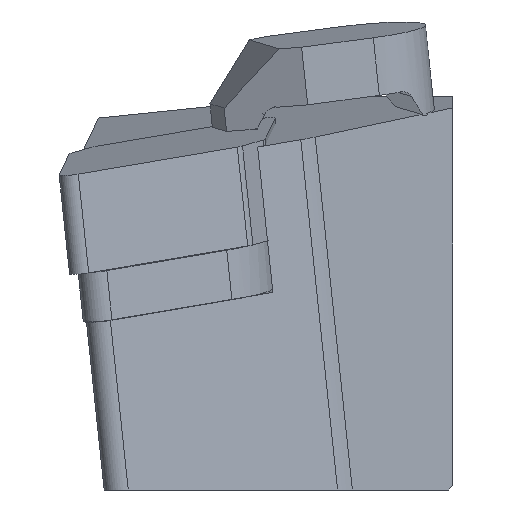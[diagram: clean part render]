
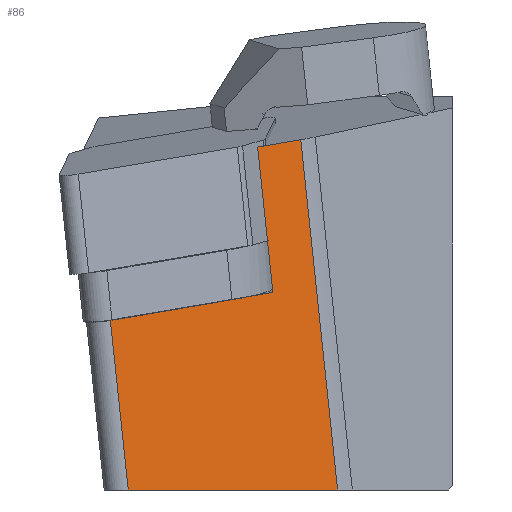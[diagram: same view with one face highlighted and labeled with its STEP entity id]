
A CAD part, left-side view. The second image highlights one B-rep face of the part: STEP entity #86.
In plain terms, the highlighted planar face has unit normal (-0.849, -0.527, -0.034).
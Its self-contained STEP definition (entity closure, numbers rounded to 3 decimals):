
#86=ADVANCED_FACE('',(#217),#162,.F.);
#162=PLANE('',#1412);
#217=FACE_OUTER_BOUND('',#293,.T.);
#293=EDGE_LOOP('',(#694,#695,#696,#697,#698,#699,#700));
#362=LINE('',#1901,#508);
#376=LINE('',#1940,#522);
#391=LINE('',#1973,#537);
#392=LINE('',#1975,#538);
#393=LINE('',#1977,#539);
#394=LINE('',#1979,#540);
#395=LINE('',#1980,#541);
#508=VECTOR('',#1519,1.);
#522=VECTOR('',#1547,1.);
#537=VECTOR('',#1574,1.);
#538=VECTOR('',#1575,1.);
#539=VECTOR('',#1576,1.);
#540=VECTOR('',#1577,1.);
#541=VECTOR('',#1578,1.);
#694=ORIENTED_EDGE('',*,*,#1168,.F.);
#695=ORIENTED_EDGE('',*,*,#1203,.F.);
#696=ORIENTED_EDGE('',*,*,#1204,.T.);
#697=ORIENTED_EDGE('',*,*,#1205,.F.);
#698=ORIENTED_EDGE('',*,*,#1206,.T.);
#699=ORIENTED_EDGE('',*,*,#1186,.F.);
#700=ORIENTED_EDGE('',*,*,#1207,.T.);
#1044=VERTEX_POINT('',#1899);
#1046=VERTEX_POINT('',#1902);
#1063=VERTEX_POINT('',#1939);
#1064=VERTEX_POINT('',#1941);
#1076=VERTEX_POINT('',#1974);
#1077=VERTEX_POINT('',#1976);
#1078=VERTEX_POINT('',#1978);
#1168=EDGE_CURVE('',#1044,#1046,#362,.T.);
#1186=EDGE_CURVE('',#1063,#1064,#376,.T.);
#1203=EDGE_CURVE('',#1076,#1044,#391,.T.);
#1204=EDGE_CURVE('',#1076,#1077,#392,.T.);
#1205=EDGE_CURVE('',#1078,#1077,#393,.T.);
#1206=EDGE_CURVE('',#1078,#1064,#394,.T.);
#1207=EDGE_CURVE('',#1063,#1046,#395,.T.);
#1412=AXIS2_PLACEMENT_3D('',#1981,#1579,#1580);
#1519=DIRECTION('',(0.518,-0.843,0.143));
#1547=DIRECTION('',(0.518,-0.843,0.143));
#1574=DIRECTION('',(0.518,-0.843,0.143));
#1575=DIRECTION('',(0.105,-0.104,-0.989));
#1576=DIRECTION('',(-0.527,0.85,0.));
#1577=DIRECTION('',(-0.105,0.104,0.989));
#1578=DIRECTION('',(0.105,-0.104,-0.989));
#1579=DIRECTION('',(0.849,0.527,0.034));
#1580=DIRECTION('',(0.527,-0.85,0.));
#1899=CARTESIAN_POINT('',(7.983,12.848,-7.695));
#1901=CARTESIAN_POINT('',(2.52,21.748,-9.208));
#1902=CARTESIAN_POINT('',(8.857,11.425,-7.453));
#1939=CARTESIAN_POINT('',(7.882,12.394,1.775));
#1940=CARTESIAN_POINT('',(1.544,22.718,0.02));
#1941=CARTESIAN_POINT('',(9.561,9.659,2.24));
#1973=CARTESIAN_POINT('',(2.52,21.748,-9.208));
#1974=CARTESIAN_POINT('',(2.52,21.748,-9.208));
#1975=CARTESIAN_POINT('',(5.694,18.591,-39.246));
#1976=CARTESIAN_POINT('',(3.66,20.614,-20.));
#1977=CARTESIAN_POINT('',(5.132,18.242,-20.));
#1978=CARTESIAN_POINT('',(11.911,7.322,-20.));
#1979=CARTESIAN_POINT('',(13.71,5.532,-37.026));
#1980=CARTESIAN_POINT('',(7.812,12.464,2.437));
#1981=CARTESIAN_POINT('',(5.694,18.591,-39.246));
